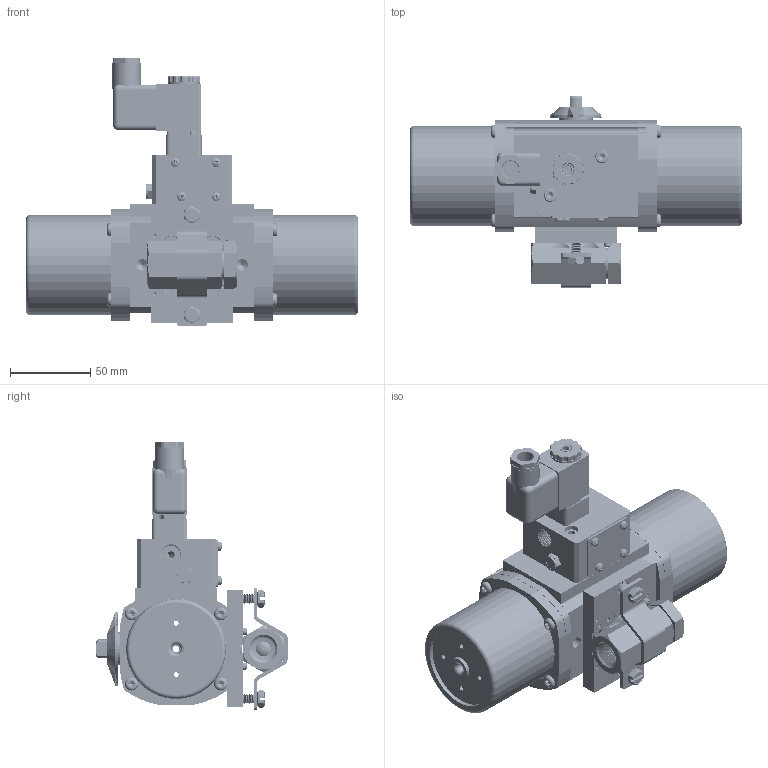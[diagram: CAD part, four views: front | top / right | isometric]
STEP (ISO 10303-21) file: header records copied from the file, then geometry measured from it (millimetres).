
FILE_DESCRIPTION (( 'STEP AP203' ), '1' );
FILE_NAME ('87MXXNA512SR3GPDS.step', '2018-05-01T12:14:58', ( '' ), ( '' ), 'SwSTEP 2.0', 'SolidWorks 2017', '' );
FILE_SCHEMA (( 'CONFIG_CONTROL_DESIGN' ));
Length unit declared in the file: inch
Products named in the file (1): 87MXXNA512SR3GPDS
Bounding box: 206.38 x 118.74 x 166.86 mm (x, y, z)
Volume: 539597.3 mm3; surface area: 239338.6 mm2
Topology: 63 solids, 63 shells, 5035 faces, 13097 edges, 8184 vertices
Faces by surface type: cylinder 2499, cone 1379, plane 829, torus 183, bspline 127, sphere 18
Entity records: 192135 total; most frequent: CARTESIAN_POINT 73414, ORIENTED_EDGE 25874, DIRECTION 24946, EDGE_CURVE 12937, AXIS2_PLACEMENT_3D 9996, VERTEX_POINT 8180, EDGE_LOOP 5397, CIRCLE 5087
